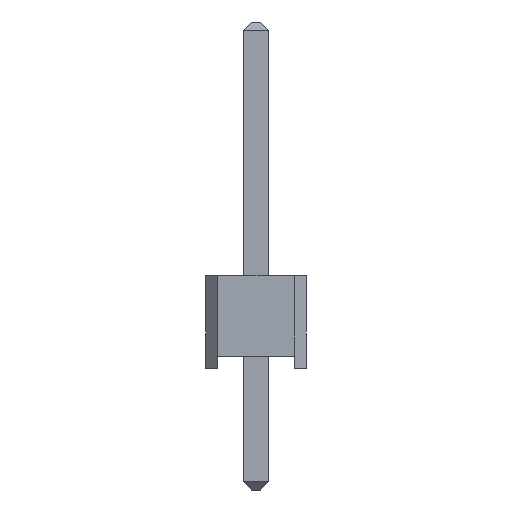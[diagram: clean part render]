
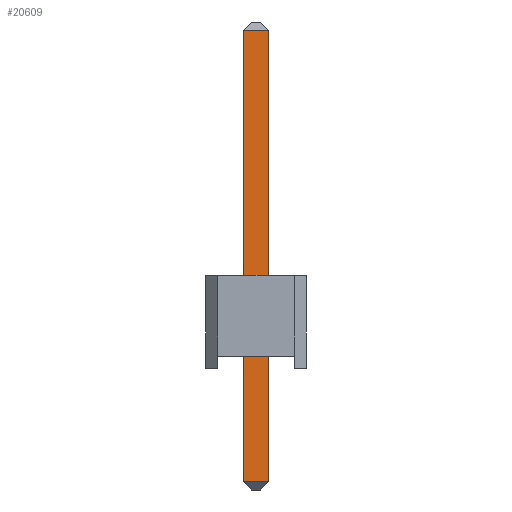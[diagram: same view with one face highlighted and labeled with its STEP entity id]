
A CAD part, left-side view. The second image highlights one B-rep face of the part: STEP entity #20609.
In plain terms, the highlighted planar face has unit normal (-1, 0, 0).
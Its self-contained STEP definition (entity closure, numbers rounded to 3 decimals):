
#20256 = PLANE('',#20257);
#20257 = AXIS2_PLACEMENT_3D('',#20258,#20259,#20260);
#20258 = CARTESIAN_POINT('',(-0.32,0.32,-3.));
#20259 = DIRECTION('',(-0.,1.,0.));
#20260 = DIRECTION('',(0.,0.,1.));
#20281 = VERTEX_POINT('',#20282);
#20282 = CARTESIAN_POINT('',(-0.32,0.32,-2.8));
#20308 = EDGE_CURVE('',#20281,#20309,#20311,.T.);
#20309 = VERTEX_POINT('',#20310);
#20310 = CARTESIAN_POINT('',(-0.32,0.32,8.34));
#20311 = SURFACE_CURVE('',#20312,(#20316,#20323),.PCURVE_S1.);
#20312 = LINE('',#20313,#20314);
#20313 = CARTESIAN_POINT('',(-0.32,0.32,-3.));
#20314 = VECTOR('',#20315,1.);
#20315 = DIRECTION('',(0.,-0.,1.));
#20316 = PCURVE('',#20256,#20317);
#20317 = DEFINITIONAL_REPRESENTATION('',(#20318),#20322);
#20318 = LINE('',#20319,#20320);
#20319 = CARTESIAN_POINT('',(0.,0.));
#20320 = VECTOR('',#20321,1.);
#20321 = DIRECTION('',(1.,0.));
#20322 = ( GEOMETRIC_REPRESENTATION_CONTEXT(2) 
PARAMETRIC_REPRESENTATION_CONTEXT() REPRESENTATION_CONTEXT('2D SPACE',''
  ) );
#20323 = PCURVE('',#20324,#20329);
#20324 = PLANE('',#20325);
#20325 = AXIS2_PLACEMENT_3D('',#20326,#20327,#20328);
#20326 = CARTESIAN_POINT('',(-0.32,-0.32,-3.));
#20327 = DIRECTION('',(-1.,0.,0.));
#20328 = DIRECTION('',(0.,0.,1.));
#20329 = DEFINITIONAL_REPRESENTATION('',(#20330),#20334);
#20330 = LINE('',#20331,#20332);
#20331 = CARTESIAN_POINT('',(0.,0.64));
#20332 = VECTOR('',#20333,1.);
#20333 = DIRECTION('',(1.,0.));
#20334 = ( GEOMETRIC_REPRESENTATION_CONTEXT(2) 
PARAMETRIC_REPRESENTATION_CONTEXT() REPRESENTATION_CONTEXT('2D SPACE',''
  ) );
#20436 = PLANE('',#20437);
#20437 = AXIS2_PLACEMENT_3D('',#20438,#20439,#20440);
#20438 = CARTESIAN_POINT('',(-0.22,-0.32,-2.9));
#20439 = DIRECTION('',(0.707,0.,0.707));
#20440 = DIRECTION('',(0.707,0.,-0.707));
#20469 = PLANE('',#20470);
#20470 = AXIS2_PLACEMENT_3D('',#20471,#20472,#20473);
#20471 = CARTESIAN_POINT('',(0.32,-0.32,-3.));
#20472 = DIRECTION('',(0.,-1.,0.));
#20473 = DIRECTION('',(0.,-0.,-1.));
#20549 = PLANE('',#20550);
#20550 = AXIS2_PLACEMENT_3D('',#20551,#20552,#20553);
#20551 = CARTESIAN_POINT('',(-0.22,-0.32,8.44));
#20552 = DIRECTION('',(-0.707,0.,0.707));
#20553 = DIRECTION('',(0.707,0.,0.707));
#20609 = ADVANCED_FACE('',(#20610),#20324,.T.);
#20610 = FACE_BOUND('',#20611,.T.);
#20611 = EDGE_LOOP('',(#20612,#20613,#20636,#20659));
#20612 = ORIENTED_EDGE('',*,*,#20308,.F.);
#20613 = ORIENTED_EDGE('',*,*,#20614,.T.);
#20614 = EDGE_CURVE('',#20281,#20615,#20617,.T.);
#20615 = VERTEX_POINT('',#20616);
#20616 = CARTESIAN_POINT('',(-0.32,-0.32,-2.8));
#20617 = SURFACE_CURVE('',#20618,(#20622,#20629),.PCURVE_S1.);
#20618 = LINE('',#20619,#20620);
#20619 = CARTESIAN_POINT('',(-0.32,-0.32,-2.8));
#20620 = VECTOR('',#20621,1.);
#20621 = DIRECTION('',(-0.,-1.,0.));
#20622 = PCURVE('',#20324,#20623);
#20623 = DEFINITIONAL_REPRESENTATION('',(#20624),#20628);
#20624 = LINE('',#20625,#20626);
#20625 = CARTESIAN_POINT('',(0.2,0.));
#20626 = VECTOR('',#20627,1.);
#20627 = DIRECTION('',(0.,-1.));
#20628 = ( GEOMETRIC_REPRESENTATION_CONTEXT(2) 
PARAMETRIC_REPRESENTATION_CONTEXT() REPRESENTATION_CONTEXT('2D SPACE',''
  ) );
#20629 = PCURVE('',#20436,#20630);
#20630 = DEFINITIONAL_REPRESENTATION('',(#20631),#20635);
#20631 = LINE('',#20632,#20633);
#20632 = CARTESIAN_POINT('',(-0.141,0.));
#20633 = VECTOR('',#20634,1.);
#20634 = DIRECTION('',(-0.,-1.));
#20635 = ( GEOMETRIC_REPRESENTATION_CONTEXT(2) 
PARAMETRIC_REPRESENTATION_CONTEXT() REPRESENTATION_CONTEXT('2D SPACE',''
  ) );
#20636 = ORIENTED_EDGE('',*,*,#20637,.T.);
#20637 = EDGE_CURVE('',#20615,#20638,#20640,.T.);
#20638 = VERTEX_POINT('',#20639);
#20639 = CARTESIAN_POINT('',(-0.32,-0.32,8.34));
#20640 = SURFACE_CURVE('',#20641,(#20645,#20652),.PCURVE_S1.);
#20641 = LINE('',#20642,#20643);
#20642 = CARTESIAN_POINT('',(-0.32,-0.32,-3.));
#20643 = VECTOR('',#20644,1.);
#20644 = DIRECTION('',(0.,0.,1.));
#20645 = PCURVE('',#20324,#20646);
#20646 = DEFINITIONAL_REPRESENTATION('',(#20647),#20651);
#20647 = LINE('',#20648,#20649);
#20648 = CARTESIAN_POINT('',(0.,0.));
#20649 = VECTOR('',#20650,1.);
#20650 = DIRECTION('',(1.,0.));
#20651 = ( GEOMETRIC_REPRESENTATION_CONTEXT(2) 
PARAMETRIC_REPRESENTATION_CONTEXT() REPRESENTATION_CONTEXT('2D SPACE',''
  ) );
#20652 = PCURVE('',#20469,#20653);
#20653 = DEFINITIONAL_REPRESENTATION('',(#20654),#20658);
#20654 = LINE('',#20655,#20656);
#20655 = CARTESIAN_POINT('',(-0.,-0.64));
#20656 = VECTOR('',#20657,1.);
#20657 = DIRECTION('',(-1.,0.));
#20658 = ( GEOMETRIC_REPRESENTATION_CONTEXT(2) 
PARAMETRIC_REPRESENTATION_CONTEXT() REPRESENTATION_CONTEXT('2D SPACE',''
  ) );
#20659 = ORIENTED_EDGE('',*,*,#20660,.T.);
#20660 = EDGE_CURVE('',#20638,#20309,#20661,.T.);
#20661 = SURFACE_CURVE('',#20662,(#20666,#20673),.PCURVE_S1.);
#20662 = LINE('',#20663,#20664);
#20663 = CARTESIAN_POINT('',(-0.32,-0.32,8.34));
#20664 = VECTOR('',#20665,1.);
#20665 = DIRECTION('',(0.,1.,-0.));
#20666 = PCURVE('',#20324,#20667);
#20667 = DEFINITIONAL_REPRESENTATION('',(#20668),#20672);
#20668 = LINE('',#20669,#20670);
#20669 = CARTESIAN_POINT('',(11.34,0.));
#20670 = VECTOR('',#20671,1.);
#20671 = DIRECTION('',(0.,1.));
#20672 = ( GEOMETRIC_REPRESENTATION_CONTEXT(2) 
PARAMETRIC_REPRESENTATION_CONTEXT() REPRESENTATION_CONTEXT('2D SPACE',''
  ) );
#20673 = PCURVE('',#20549,#20674);
#20674 = DEFINITIONAL_REPRESENTATION('',(#20675),#20679);
#20675 = LINE('',#20676,#20677);
#20676 = CARTESIAN_POINT('',(-0.141,0.));
#20677 = VECTOR('',#20678,1.);
#20678 = DIRECTION('',(0.,1.));
#20679 = ( GEOMETRIC_REPRESENTATION_CONTEXT(2) 
PARAMETRIC_REPRESENTATION_CONTEXT() REPRESENTATION_CONTEXT('2D SPACE',''
  ) );
